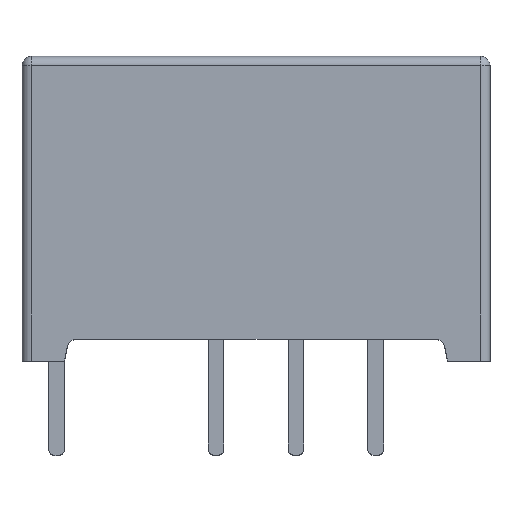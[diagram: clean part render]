
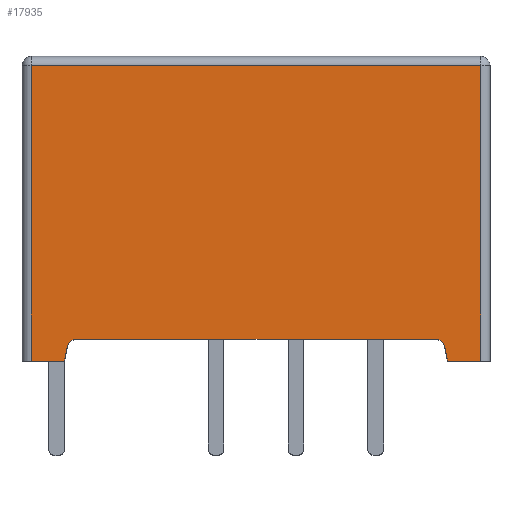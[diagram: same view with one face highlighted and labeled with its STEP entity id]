
A CAD part, top view. The second image highlights one B-rep face of the part: STEP entity #17935.
In plain terms, the highlighted planar face has unit normal (0, 0, 1).
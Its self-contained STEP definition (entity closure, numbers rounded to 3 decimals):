
#114 = EDGE_CURVE ( 'NONE', #16682, #23245, #4850, .T. ) ;
#199 = DIRECTION ( 'NONE',  ( 0.196, -0.981, 0. ) ) ;
#282 = ORIENTED_EDGE ( 'NONE', *, *, #12577, .T. ) ;
#636 = VERTEX_POINT ( 'NONE', #882 ) ;
#876 = LINE ( 'NONE', #22677, #8577 ) ;
#882 = CARTESIAN_POINT ( 'NONE',  ( 7.15, 0., 3.7 ) ) ;
#1042 = EDGE_CURVE ( 'NONE', #3179, #18692, #12496, .T. ) ;
#1244 = CARTESIAN_POINT ( 'NONE',  ( 7.15, 9.4, 3.7 ) ) ;
#1541 = VECTOR ( 'NONE', #199, 1000. ) ;
#1811 = CARTESIAN_POINT ( 'NONE',  ( 5.714, 0.4, 3.7 ) ) ;
#2360 = EDGE_CURVE ( 'NONE', #636, #3827, #4408, .T. ) ;
#2621 = EDGE_CURVE ( 'NONE', #8880, #8371, #20620, .T. ) ;
#2657 = CARTESIAN_POINT ( 'NONE',  ( 5.714, 0.7, 3.7 ) ) ;
#3146 = ORIENTED_EDGE ( 'NONE', *, *, #13246, .F. ) ;
#3179 = VERTEX_POINT ( 'NONE', #5998 ) ;
#3212 = DIRECTION ( 'NONE',  ( 0., 1., 0. ) ) ;
#3266 = LINE ( 'NONE', #5865, #21910 ) ;
#3458 = DIRECTION ( 'NONE',  ( -1., 0., 0. ) ) ;
#3827 = VERTEX_POINT ( 'NONE', #1244 ) ;
#4362 = VECTOR ( 'NONE', #11526, 1000. ) ;
#4408 = LINE ( 'NONE', #21734, #16225 ) ;
#4677 = EDGE_LOOP ( 'NONE', ( #282, #17239, #21421, #16748, #15395, #11953, #11961, #19690, #3146, #20565 ) ) ;
#4850 = LINE ( 'NONE', #8847, #14585 ) ;
#5006 = CARTESIAN_POINT ( 'NONE',  ( -7.45, 9.7, 3.7 ) ) ;
#5149 = DIRECTION ( 'NONE',  ( 1., 0., 0. ) ) ;
#5865 = CARTESIAN_POINT ( 'NONE',  ( -6.1, 0., 3.7 ) ) ;
#5998 = CARTESIAN_POINT ( 'NONE',  ( -6.008, 0.459, 3.7 ) ) ;
#6003 = AXIS2_PLACEMENT_3D ( 'NONE', #20325, #20413, #3458 ) ;
#6750 = EDGE_CURVE ( 'NONE', #16334, #3179, #3266, .T. ) ;
#7413 = CARTESIAN_POINT ( 'NONE',  ( -7.45, 0., 3.7 ) ) ;
#7477 = DIRECTION ( 'NONE',  ( -1., 0., 0. ) ) ;
#8017 = CARTESIAN_POINT ( 'NONE',  ( 6.008, 0.459, 3.7 ) ) ;
#8103 = CARTESIAN_POINT ( 'NONE',  ( -7.15, 0., 3.7 ) ) ;
#8365 = AXIS2_PLACEMENT_3D ( 'NONE', #5006, #8819, #14344 ) ;
#8371 = VERTEX_POINT ( 'NONE', #8017 ) ;
#8524 = CARTESIAN_POINT ( 'NONE',  ( -7.15, 9.4, 3.7 ) ) ;
#8577 = VECTOR ( 'NONE', #7477, 1000. ) ;
#8772 = DIRECTION ( 'NONE',  ( 0., -1., 0. ) ) ;
#8819 = DIRECTION ( 'NONE',  ( 0., 0., -1. ) ) ;
#8847 = CARTESIAN_POINT ( 'NONE',  ( -7.15, 9.7, 3.7 ) ) ;
#8880 = VERTEX_POINT ( 'NONE', #2657 ) ;
#9396 = CARTESIAN_POINT ( 'NONE',  ( 7.45, 0., 3.7 ) ) ;
#9931 = DIRECTION ( 'NONE',  ( -1., 0., 0. ) ) ;
#10587 = VECTOR ( 'NONE', #20770, 1000. ) ;
#11421 = EDGE_CURVE ( 'NONE', #8371, #16209, #16045, .T. ) ;
#11503 = CARTESIAN_POINT ( 'NONE',  ( -5.714, 0.7, 3.7 ) ) ;
#11526 = DIRECTION ( 'NONE',  ( -1., 0., 0. ) ) ;
#11953 = ORIENTED_EDGE ( 'NONE', *, *, #12503, .T. ) ;
#11961 = ORIENTED_EDGE ( 'NONE', *, *, #2621, .T. ) ;
#12496 = CIRCLE ( 'NONE', #6003, 0.3 ) ;
#12503 = EDGE_CURVE ( 'NONE', #18692, #8880, #23658, .T. ) ;
#12577 = EDGE_CURVE ( 'NONE', #3827, #16682, #876, .T. ) ;
#13222 = EDGE_CURVE ( 'NONE', #16334, #23245, #21223, .T. ) ;
#13246 = EDGE_CURVE ( 'NONE', #636, #16209, #22426, .T. ) ;
#13601 = CARTESIAN_POINT ( 'NONE',  ( 6.1, 0., 3.7 ) ) ;
#14344 = DIRECTION ( 'NONE',  ( -1., 0., 0. ) ) ;
#14467 = VECTOR ( 'NONE', #5149, 1000. ) ;
#14585 = VECTOR ( 'NONE', #8772, 1000. ) ;
#15346 = DIRECTION ( 'NONE',  ( 0.196, 0.981, 0. ) ) ;
#15395 = ORIENTED_EDGE ( 'NONE', *, *, #1042, .T. ) ;
#16045 = LINE ( 'NONE', #13601, #1541 ) ;
#16209 = VERTEX_POINT ( 'NONE', #23615 ) ;
#16225 = VECTOR ( 'NONE', #3212, 1000. ) ;
#16334 = VERTEX_POINT ( 'NONE', #19951 ) ;
#16380 = PLANE ( 'NONE',  #8365 ) ;
#16682 = VERTEX_POINT ( 'NONE', #8524 ) ;
#16748 = ORIENTED_EDGE ( 'NONE', *, *, #6750, .T. ) ;
#17239 = ORIENTED_EDGE ( 'NONE', *, *, #114, .T. ) ;
#17477 = DIRECTION ( 'NONE',  ( 0., 0., -1. ) ) ;
#17935 = ADVANCED_FACE ( 'NONE', ( #21585 ), #16380, .F. ) ;
#18692 = VERTEX_POINT ( 'NONE', #11503 ) ;
#19690 = ORIENTED_EDGE ( 'NONE', *, *, #11421, .T. ) ;
#19951 = CARTESIAN_POINT ( 'NONE',  ( -6.1, 0., 3.7 ) ) ;
#20325 = CARTESIAN_POINT ( 'NONE',  ( -5.714, 0.4, 3.7 ) ) ;
#20413 = DIRECTION ( 'NONE',  ( 0., 0., -1. ) ) ;
#20450 = AXIS2_PLACEMENT_3D ( 'NONE', #1811, #17477, #9931 ) ;
#20565 = ORIENTED_EDGE ( 'NONE', *, *, #2360, .T. ) ;
#20620 = CIRCLE ( 'NONE', #20450, 0.3 ) ;
#20770 = DIRECTION ( 'NONE',  ( -1., 0., 0. ) ) ;
#21223 = LINE ( 'NONE', #7413, #10587 ) ;
#21421 = ORIENTED_EDGE ( 'NONE', *, *, #13222, .F. ) ;
#21585 = FACE_OUTER_BOUND ( 'NONE', #4677, .T. ) ;
#21734 = CARTESIAN_POINT ( 'NONE',  ( 7.15, 9.7, 3.7 ) ) ;
#21910 = VECTOR ( 'NONE', #15346, 1000. ) ;
#22426 = LINE ( 'NONE', #9396, #4362 ) ;
#22440 = CARTESIAN_POINT ( 'NONE',  ( -7.45, 0.7, 3.7 ) ) ;
#22677 = CARTESIAN_POINT ( 'NONE',  ( -7.45, 9.4, 3.7 ) ) ;
#23245 = VERTEX_POINT ( 'NONE', #8103 ) ;
#23615 = CARTESIAN_POINT ( 'NONE',  ( 6.1, 0., 3.7 ) ) ;
#23658 = LINE ( 'NONE', #22440, #14467 ) ;
